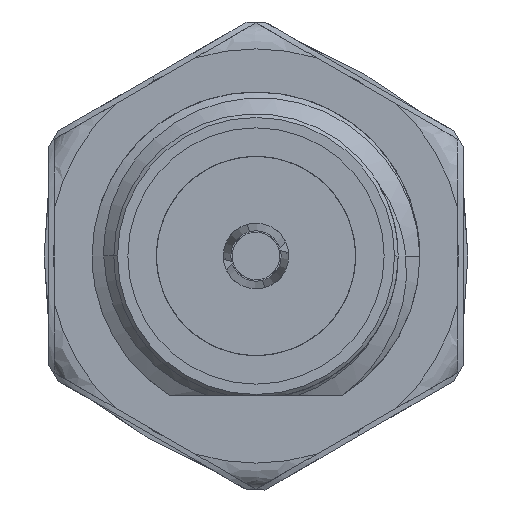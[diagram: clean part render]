
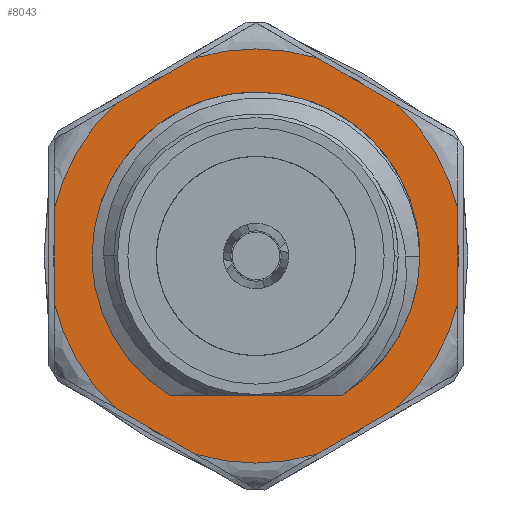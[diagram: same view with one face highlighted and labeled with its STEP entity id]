
A CAD part, front view. The second image highlights one B-rep face of the part: STEP entity #8043.
In plain terms, the highlighted planar face has unit normal (0, -1, 0).
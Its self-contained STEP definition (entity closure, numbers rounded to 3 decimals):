
#215 = VERTEX_POINT('',#216);
#216 = CARTESIAN_POINT('',(3.165,-66.51,0.));
#232 = VERTEX_POINT('',#233);
#233 = CARTESIAN_POINT('',(1.662,-66.51,-2.693));
#239 = EDGE_CURVE('',#215,#232,#240,.T.);
#240 = CIRCLE('',#241,3.165);
#241 = AXIS2_PLACEMENT_3D('',#242,#243,#244);
#242 = CARTESIAN_POINT('',(0.,-66.51,
    0.));
#243 = DIRECTION('',(0.,1.,0.));
#244 = DIRECTION('',(1.,0.,0.));
#255 = VERTEX_POINT('',#256);
#256 = CARTESIAN_POINT('',(-3.165,-66.51,0.));
#264 = EDGE_CURVE('',#265,#255,#267,.T.);
#265 = VERTEX_POINT('',#266);
#266 = CARTESIAN_POINT('',(-1.662,-66.51,-2.693));
#267 = CIRCLE('',#268,3.165);
#268 = AXIS2_PLACEMENT_3D('',#269,#270,#271);
#269 = CARTESIAN_POINT('',(0.,-66.51,
    0.));
#270 = DIRECTION('',(0.,1.,0.));
#271 = DIRECTION('',(1.,0.,0.));
#7640 = VERTEX_POINT('',#7641);
#7641 = CARTESIAN_POINT('',(-2.72,-66.51,2.933));
#7652 = VERTEX_POINT('',#7653);
#7653 = CARTESIAN_POINT('',(-3.9,-66.51,0.889));
#7662 = EDGE_CURVE('',#7640,#7652,#7663,.T.);
#7663 = CIRCLE('',#7664,4.);
#7664 = AXIS2_PLACEMENT_3D('',#7665,#7666,#7667);
#7665 = CARTESIAN_POINT('',(0.,-66.51,
    0.));
#7666 = DIRECTION('',(0.,-1.,0.));
#7667 = DIRECTION('',(-1.,0.,0.));
#7686 = EDGE_CURVE('',#7687,#7640,#7689,.T.);
#7687 = VERTEX_POINT('',#7688);
#7688 = CARTESIAN_POINT('',(-1.18,-66.51,3.822));
#7689 = LINE('',#7690,#7691);
#7690 = CARTESIAN_POINT('',(0.,-66.51,4.503));
#7691 = VECTOR('',#7692,1.);
#7692 = DIRECTION('',(-0.866,0.,-0.5)
  );
#7723 = VERTEX_POINT('',#7724);
#7724 = CARTESIAN_POINT('',(1.18,-66.51,3.822));
#7735 = EDGE_CURVE('',#7723,#7687,#7736,.T.);
#7736 = CIRCLE('',#7737,4.);
#7737 = AXIS2_PLACEMENT_3D('',#7738,#7739,#7740);
#7738 = CARTESIAN_POINT('',(0.,-66.51,
    0.));
#7739 = DIRECTION('',(0.,-1.,0.));
#7740 = DIRECTION('',(-1.,0.,0.));
#7754 = EDGE_CURVE('',#7755,#7723,#7757,.T.);
#7755 = VERTEX_POINT('',#7756);
#7756 = CARTESIAN_POINT('',(2.72,-66.51,2.933));
#7757 = LINE('',#7758,#7759);
#7758 = CARTESIAN_POINT('',(3.9,-66.51,2.252));
#7759 = VECTOR('',#7760,1.);
#7760 = DIRECTION('',(-0.866,0.,0.5)
  );
#7791 = VERTEX_POINT('',#7792);
#7792 = CARTESIAN_POINT('',(3.9,-66.51,0.889));
#7803 = EDGE_CURVE('',#7791,#7755,#7804,.T.);
#7804 = CIRCLE('',#7805,4.);
#7805 = AXIS2_PLACEMENT_3D('',#7806,#7807,#7808);
#7806 = CARTESIAN_POINT('',(0.,-66.51,
    0.));
#7807 = DIRECTION('',(0.,-1.,0.));
#7808 = DIRECTION('',(-1.,0.,0.));
#7826 = EDGE_CURVE('',#7827,#7791,#7829,.T.);
#7827 = VERTEX_POINT('',#7828);
#7828 = CARTESIAN_POINT('',(3.9,-66.51,-0.889));
#7829 = LINE('',#7830,#7831);
#7830 = CARTESIAN_POINT('',(3.9,-66.51,-2.252));
#7831 = VECTOR('',#7832,1.);
#7832 = DIRECTION('',(0.,0.,1.));
#7859 = VERTEX_POINT('',#7860);
#7860 = CARTESIAN_POINT('',(2.72,-66.51,-2.933));
#7871 = EDGE_CURVE('',#7859,#7827,#7872,.T.);
#7872 = CIRCLE('',#7873,4.);
#7873 = AXIS2_PLACEMENT_3D('',#7874,#7875,#7876);
#7874 = CARTESIAN_POINT('',(0.,-66.51,
    0.));
#7875 = DIRECTION('',(0.,-1.,0.));
#7876 = DIRECTION('',(-1.,0.,0.));
#7890 = EDGE_CURVE('',#7891,#7859,#7893,.T.);
#7891 = VERTEX_POINT('',#7892);
#7892 = CARTESIAN_POINT('',(1.18,-66.51,-3.822));
#7893 = LINE('',#7894,#7895);
#7894 = CARTESIAN_POINT('',(0.,-66.51,-4.503));
#7895 = VECTOR('',#7896,1.);
#7896 = DIRECTION('',(0.866,0.,0.5)
  );
#7927 = EDGE_CURVE('',#7928,#7891,#7930,.T.);
#7928 = VERTEX_POINT('',#7929);
#7929 = CARTESIAN_POINT('',(-1.18,-66.51,-3.822));
#7930 = CIRCLE('',#7931,4.);
#7931 = AXIS2_PLACEMENT_3D('',#7932,#7933,#7934);
#7932 = CARTESIAN_POINT('',(0.,-66.51,
    0.));
#7933 = DIRECTION('',(0.,-1.,0.));
#7934 = DIRECTION('',(-1.,0.,0.));
#7958 = EDGE_CURVE('',#7959,#7928,#7961,.T.);
#7959 = VERTEX_POINT('',#7960);
#7960 = CARTESIAN_POINT('',(-2.72,-66.51,-2.933));
#7961 = LINE('',#7962,#7963);
#7962 = CARTESIAN_POINT('',(-3.9,-66.51,-2.252));
#7963 = VECTOR('',#7964,1.);
#7964 = DIRECTION('',(0.866,0.,-0.5
    ));
#7995 = VERTEX_POINT('',#7996);
#7996 = CARTESIAN_POINT('',(-3.9,-66.51,-0.889));
#8007 = EDGE_CURVE('',#7995,#7959,#8008,.T.);
#8008 = CIRCLE('',#8009,4.);
#8009 = AXIS2_PLACEMENT_3D('',#8010,#8011,#8012);
#8010 = CARTESIAN_POINT('',(0.,-66.51,
    0.));
#8011 = DIRECTION('',(0.,-1.,0.));
#8012 = DIRECTION('',(-1.,0.,0.));
#8030 = EDGE_CURVE('',#7652,#7995,#8031,.T.);
#8031 = LINE('',#8032,#8033);
#8032 = CARTESIAN_POINT('',(-3.9,-66.51,2.252));
#8033 = VECTOR('',#8034,1.);
#8034 = DIRECTION('',(0.,0.,-1.));
#8043 = ADVANCED_FACE('',(#8044,#8061),#8075,.T.);
#8044 = FACE_BOUND('',#8045,.T.);
#8045 = EDGE_LOOP('',(#8046,#8047,#8054,#8055));
#8046 = ORIENTED_EDGE('',*,*,#264,.T.);
#8047 = ORIENTED_EDGE('',*,*,#8048,.T.);
#8048 = EDGE_CURVE('',#255,#215,#8049,.T.);
#8049 = CIRCLE('',#8050,3.165);
#8050 = AXIS2_PLACEMENT_3D('',#8051,#8052,#8053);
#8051 = CARTESIAN_POINT('',(0.,-66.51,
    0.));
#8052 = DIRECTION('',(0.,1.,0.));
#8053 = DIRECTION('',(1.,0.,0.));
#8054 = ORIENTED_EDGE('',*,*,#239,.T.);
#8055 = ORIENTED_EDGE('',*,*,#8056,.T.);
#8056 = EDGE_CURVE('',#232,#265,#8057,.T.);
#8057 = LINE('',#8058,#8059);
#8058 = CARTESIAN_POINT('',(1.662,-66.51,-2.693));
#8059 = VECTOR('',#8060,1.);
#8060 = DIRECTION('',(-1.,0.,0.));
#8061 = FACE_BOUND('',#8062,.T.);
#8062 = EDGE_LOOP('',(#8063,#8064,#8065,#8066,#8067,#8068,#8069,#8070,
    #8071,#8072,#8073,#8074));
#8063 = ORIENTED_EDGE('',*,*,#8030,.T.);
#8064 = ORIENTED_EDGE('',*,*,#8007,.T.);
#8065 = ORIENTED_EDGE('',*,*,#7958,.T.);
#8066 = ORIENTED_EDGE('',*,*,#7927,.T.);
#8067 = ORIENTED_EDGE('',*,*,#7890,.T.);
#8068 = ORIENTED_EDGE('',*,*,#7871,.T.);
#8069 = ORIENTED_EDGE('',*,*,#7826,.T.);
#8070 = ORIENTED_EDGE('',*,*,#7803,.T.);
#8071 = ORIENTED_EDGE('',*,*,#7754,.T.);
#8072 = ORIENTED_EDGE('',*,*,#7735,.T.);
#8073 = ORIENTED_EDGE('',*,*,#7686,.T.);
#8074 = ORIENTED_EDGE('',*,*,#7662,.T.);
#8075 = PLANE('',#8076);
#8076 = AXIS2_PLACEMENT_3D('',#8077,#8078,#8079);
#8077 = CARTESIAN_POINT('',(0.,-66.51,
    0.));
#8078 = DIRECTION('',(0.,-1.,0.));
#8079 = DIRECTION('',(-1.,0.,0.));
